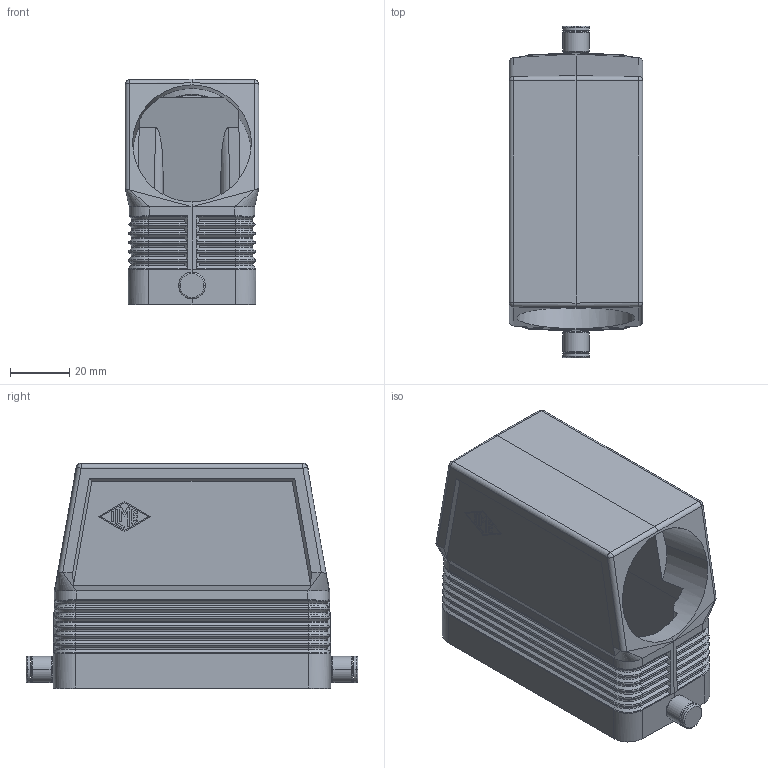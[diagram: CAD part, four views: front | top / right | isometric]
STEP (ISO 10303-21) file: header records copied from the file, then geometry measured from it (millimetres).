
FILE_DESCRIPTION(('Creo Elements/Direct Modeling STEP Export'),'2;1');
FILE_NAME('0ln7uvk45cku6ab3980','2016-10-25T 9:56:50',(''),(''),'PTC Creo Elements/Direct Modeling STEP processor for AP214 (Solid Model)','PTC Creo Elements/Direct Modeling 19.0E 27-Jun-2016 (C) Parametric Technology GmbH','');
FILE_SCHEMA(('AUTOMOTIVE_DESIGN { 1 0 10303 214 1 1 1 1 }'));
Length unit declared in the file: millimetre
Products named in the file (2): MFO_16_L40
Assembly tree (1 placements, depth 2):
  MFO_16_L40
    MFO_16_L40
Bounding box: 45 x 111.7 x 76 mm (x, y, z)
Volume: 83965 mm3; surface area: 43680.3 mm2
Topology: 1 solids, 1 shells, 532 faces, 1295 edges, 778 vertices
Faces by surface type: plane 222, cylinder 150, torus 68, cone 60, bspline 28, sphere 4
Entity records: 23657 total; most frequent: CARTESIAN_POINT 7430, ORIENTED_EDGE 2576, DIRECTION 2400, EDGE_CURVE 1288, AXIS2_PLACEMENT_3D 883, VERTEX_POINT 778, VECTOR 634, LINE 634
